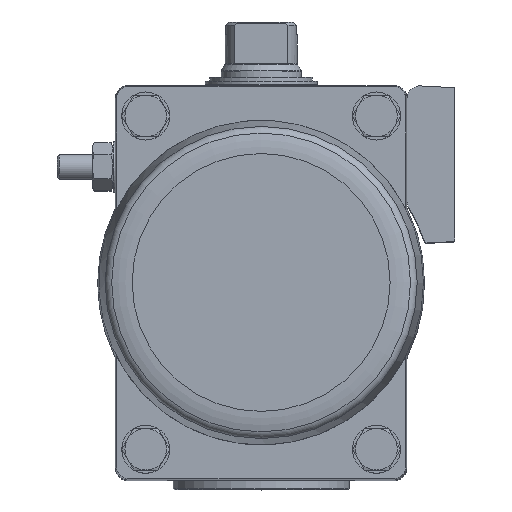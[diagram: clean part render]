
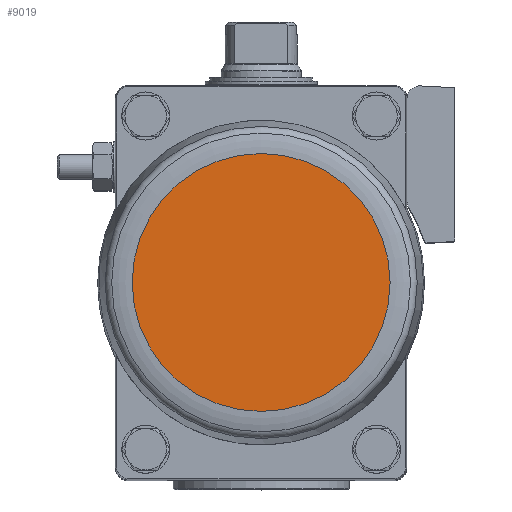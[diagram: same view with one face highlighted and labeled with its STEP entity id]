
A CAD part, top view. The second image highlights one B-rep face of the part: STEP entity #9019.
In plain terms, the highlighted planar face has unit normal (0, 0, 1).
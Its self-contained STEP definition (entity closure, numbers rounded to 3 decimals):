
#3210=ORIENTED_EDGE('',*,*,#4910,.T.);
#4910=EDGE_CURVE('',#5895,#5895,#6470,.T.);
#5895=VERTEX_POINT('',#15202);
#6470=CIRCLE('',#9989,40.25);
#7165=EDGE_LOOP('',(#3210));
#8009=FACE_BOUND('',#7165,.T.);
#8527=PLANE('',#9990);
#9019=ADVANCED_FACE('',(#8009),#8527,.F.);
#9989=AXIS2_PLACEMENT_3D('',#15201,#12112,#12113);
#9990=AXIS2_PLACEMENT_3D('',#15203,#12114,#12115);
#12112=DIRECTION('',(0.,0.,1.));
#12113=DIRECTION('',(1.,0.,0.));
#12114=DIRECTION('',(0.,0.,-1.));
#12115=DIRECTION('',(-1.,0.,0.));
#15201=CARTESIAN_POINT('',(0.,0.,126.15));
#15202=CARTESIAN_POINT('',(40.25,0.,126.15));
#15203=CARTESIAN_POINT('',(40.25,0.,126.15));
